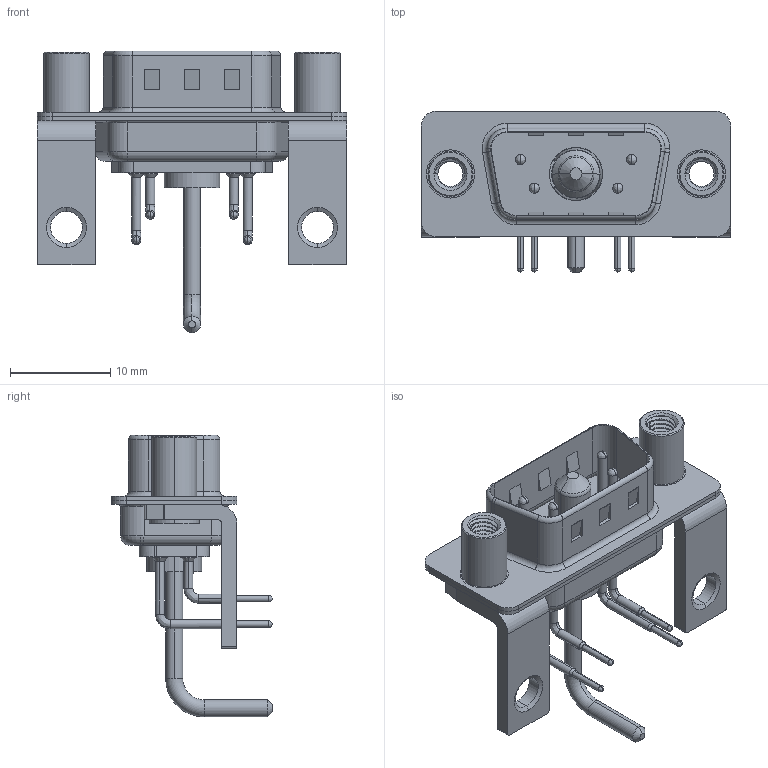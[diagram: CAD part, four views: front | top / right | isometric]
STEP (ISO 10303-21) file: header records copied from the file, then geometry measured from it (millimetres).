
FILE_DESCRIPTION (( 'STEP AP203' ), '1' );
FILE_NAME ('629-5W1-650-1NE.STEP', '2022-05-09T16:08:40', ( '' ), ( '' ), 'SwSTEP 2.0', 'SolidWorks 2020', '' );
FILE_SCHEMA (( 'CONFIG_CONTROL_DESIGN' ));
Length unit declared in the file: millimetre
Products named in the file (9): 629Combo Contact Row 1; 629Combo Contact Row 2; 629Combo Threaded Standoff_D; 629Combo Shell Rear_09 Contacts; 629Combo Housing_5W1; 629Combo Stabilizer Bracket; Power Pin_Ext 10A RA; 629Combo Shell Front_09 Contacts; 629-5W1-650-1NE
Assembly tree (12 placements, depth 2):
  629-5W1-650-1NE
    629Combo Housing_5W1
    629Combo Shell Rear_09 Contacts
    629Combo Shell Front_09 Contacts
    629Combo Stabilizer Bracket  x2
    629Combo Threaded Standoff_D  x2
    Power Pin_Ext 10A RA
    629Combo Contact Row 1  x2
    629Combo Contact Row 2  x2
Bounding box: 30.8 x 16.05 x 28.08 mm (x, y, z)
Volume: 1819.4 mm3; surface area: 4683.3 mm2
Topology: 13 solids, 13 shells, 885 faces, 2363 edges, 1520 vertices
Faces by surface type: plane 395, cylinder 366, torus 54, cone 39, bspline 31
Entity records: 21755 total; most frequent: CARTESIAN_POINT 5777, DIRECTION 3209, ORIENTED_EDGE 3102, EDGE_CURVE 1551, AXIS2_PLACEMENT_3D 1154, VERTEX_POINT 997, LINE 901, VECTOR 901
